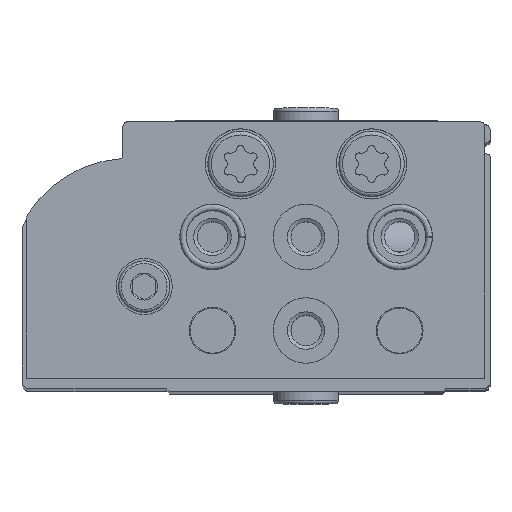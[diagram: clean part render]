
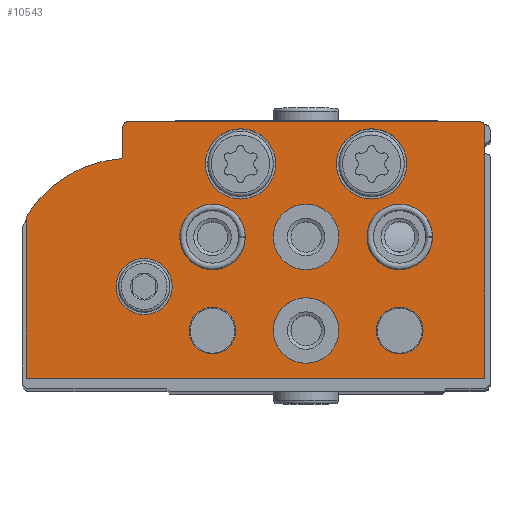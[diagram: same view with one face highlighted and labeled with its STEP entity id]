
A CAD part, top view. The second image highlights one B-rep face of the part: STEP entity #10543.
In plain terms, the highlighted face is planar.
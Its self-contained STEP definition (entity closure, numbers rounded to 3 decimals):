
#317=PLANE('',#11851);
#893=CIRCLE('',#11837,0.5);
#894=CIRCLE('',#11842,1.);
#895=CIRCLE('',#11844,13.);
#896=CIRCLE('',#11846,0.3);
#897=CIRCLE('',#11849,0.5);
#898=CIRCLE('',#11852,3.);
#899=CIRCLE('',#11853,3.75);
#900=CIRCLE('',#11854,3.75);
#901=CIRCLE('',#11855,3.5);
#902=CIRCLE('',#11856,3.5);
#903=CIRCLE('',#11857,3.5);
#904=CIRCLE('',#11858,3.5);
#905=CIRCLE('',#11859,2.5);
#906=CIRCLE('',#11860,2.5);
#1707=LINE('',#18049,#2482);
#1709=LINE('',#18053,#2484);
#1711=LINE('',#18057,#2486);
#1716=LINE('',#18073,#2491);
#1719=LINE('',#18081,#2494);
#2482=VECTOR('',#14618,1000.);
#2484=VECTOR('',#14622,1000.);
#2486=VECTOR('',#14626,1000.);
#2491=VECTOR('',#14645,1000.);
#2494=VECTOR('',#14654,1000.);
#4738=ORIENTED_EDGE('',*,*,#6618,.T.);
#4739=ORIENTED_EDGE('',*,*,#6619,.T.);
#4740=ORIENTED_EDGE('',*,*,#6620,.T.);
#4741=ORIENTED_EDGE('',*,*,#6621,.T.);
#4742=ORIENTED_EDGE('',*,*,#6622,.T.);
#4743=ORIENTED_EDGE('',*,*,#6623,.T.);
#4744=ORIENTED_EDGE('',*,*,#6624,.T.);
#4745=ORIENTED_EDGE('',*,*,#6625,.T.);
#4746=ORIENTED_EDGE('',*,*,#6626,.T.);
#4747=ORIENTED_EDGE('',*,*,#6597,.F.);
#4748=ORIENTED_EDGE('',*,*,#6616,.F.);
#4749=ORIENTED_EDGE('',*,*,#6614,.F.);
#4750=ORIENTED_EDGE('',*,*,#6612,.F.);
#4751=ORIENTED_EDGE('',*,*,#6610,.T.);
#4752=ORIENTED_EDGE('',*,*,#6608,.F.);
#4753=ORIENTED_EDGE('',*,*,#6606,.F.);
#4754=ORIENTED_EDGE('',*,*,#6604,.F.);
#4755=ORIENTED_EDGE('',*,*,#6602,.F.);
#4756=ORIENTED_EDGE('',*,*,#6600,.F.);
#6597=EDGE_CURVE('',#7755,#7756,#893,.T.);
#6600=EDGE_CURVE('',#7756,#7757,#1707,.T.);
#6602=EDGE_CURVE('',#7757,#7758,#1709,.T.);
#6604=EDGE_CURVE('',#7758,#7759,#1711,.T.);
#6606=EDGE_CURVE('',#7759,#7760,#894,.T.);
#6608=EDGE_CURVE('',#7760,#7761,#895,.T.);
#6610=EDGE_CURVE('',#7762,#7761,#896,.T.);
#6612=EDGE_CURVE('',#7762,#7763,#1716,.T.);
#6614=EDGE_CURVE('',#7763,#7764,#897,.T.);
#6616=EDGE_CURVE('',#7764,#7755,#1719,.T.);
#6618=EDGE_CURVE('',#7765,#7765,#898,.T.);
#6619=EDGE_CURVE('',#7766,#7766,#899,.T.);
#6620=EDGE_CURVE('',#7767,#7767,#900,.T.);
#6621=EDGE_CURVE('',#7768,#7768,#901,.T.);
#6622=EDGE_CURVE('',#7769,#7769,#902,.T.);
#6623=EDGE_CURVE('',#7770,#7770,#903,.T.);
#6624=EDGE_CURVE('',#7771,#7771,#904,.T.);
#6625=EDGE_CURVE('',#7772,#7772,#905,.T.);
#6626=EDGE_CURVE('',#7773,#7773,#906,.T.);
#7755=VERTEX_POINT('',#18044);
#7756=VERTEX_POINT('',#18045);
#7757=VERTEX_POINT('',#18050);
#7758=VERTEX_POINT('',#18054);
#7759=VERTEX_POINT('',#18058);
#7760=VERTEX_POINT('',#18062);
#7761=VERTEX_POINT('',#18066);
#7762=VERTEX_POINT('',#18070);
#7763=VERTEX_POINT('',#18074);
#7764=VERTEX_POINT('',#18078);
#7765=VERTEX_POINT('',#18085);
#7766=VERTEX_POINT('',#18087);
#7767=VERTEX_POINT('',#18089);
#7768=VERTEX_POINT('',#18091);
#7769=VERTEX_POINT('',#18093);
#7770=VERTEX_POINT('',#18095);
#7771=VERTEX_POINT('',#18097);
#7772=VERTEX_POINT('',#18099);
#7773=VERTEX_POINT('',#18101);
#8607=EDGE_LOOP('',(#4738));
#8608=EDGE_LOOP('',(#4739));
#8609=EDGE_LOOP('',(#4740));
#8610=EDGE_LOOP('',(#4741));
#8611=EDGE_LOOP('',(#4742));
#8612=EDGE_LOOP('',(#4743));
#8613=EDGE_LOOP('',(#4744));
#8614=EDGE_LOOP('',(#4745));
#8615=EDGE_LOOP('',(#4746));
#8616=EDGE_LOOP('',(#4747,#4748,#4749,#4750,#4751,#4752,#4753,#4754,#4755,
#4756));
#9522=FACE_BOUND('',#8607,.T.);
#9523=FACE_BOUND('',#8608,.T.);
#9524=FACE_BOUND('',#8609,.T.);
#9525=FACE_BOUND('',#8610,.T.);
#9526=FACE_BOUND('',#8611,.T.);
#9527=FACE_BOUND('',#8612,.T.);
#9528=FACE_BOUND('',#8613,.T.);
#9529=FACE_BOUND('',#8614,.T.);
#9530=FACE_BOUND('',#8615,.T.);
#9531=FACE_BOUND('',#8616,.T.);
#10543=ADVANCED_FACE('',(#9522,#9523,#9524,#9525,#9526,#9527,#9528,#9529,
#9530,#9531),#317,.F.);
#11837=AXIS2_PLACEMENT_3D('',#18043,#14612,#14613);
#11842=AXIS2_PLACEMENT_3D('',#18061,#14630,#14631);
#11844=AXIS2_PLACEMENT_3D('',#18065,#14635,#14636);
#11846=AXIS2_PLACEMENT_3D('',#18069,#14640,#14641);
#11849=AXIS2_PLACEMENT_3D('',#18077,#14649,#14650);
#11851=AXIS2_PLACEMENT_3D('',#18083,#14656,#14657);
#11852=AXIS2_PLACEMENT_3D('',#18084,#14658,#14659);
#11853=AXIS2_PLACEMENT_3D('',#18086,#14660,#14661);
#11854=AXIS2_PLACEMENT_3D('',#18088,#14662,#14663);
#11855=AXIS2_PLACEMENT_3D('',#18090,#14664,#14665);
#11856=AXIS2_PLACEMENT_3D('',#18092,#14666,#14667);
#11857=AXIS2_PLACEMENT_3D('',#18094,#14668,#14669);
#11858=AXIS2_PLACEMENT_3D('',#18096,#14670,#14671);
#11859=AXIS2_PLACEMENT_3D('',#18098,#14672,#14673);
#11860=AXIS2_PLACEMENT_3D('',#18100,#14674,#14675);
#14612=DIRECTION('',(0.,0.,1.));
#14613=DIRECTION('',(1.,0.,0.));
#14618=DIRECTION('',(0.,-1.,0.));
#14622=DIRECTION('',(1.,0.,0.));
#14626=DIRECTION('',(0.,1.,0.));
#14630=DIRECTION('',(0.,0.,1.));
#14631=DIRECTION('',(1.,0.,0.));
#14635=DIRECTION('',(0.,0.,1.));
#14636=DIRECTION('',(1.,0.,0.));
#14640=DIRECTION('',(0.,0.,1.));
#14641=DIRECTION('',(1.,0.,0.));
#14645=DIRECTION('',(0.,1.,0.));
#14649=DIRECTION('',(0.,0.,1.));
#14650=DIRECTION('',(1.,0.,0.));
#14654=DIRECTION('',(-1.,0.,0.));
#14656=DIRECTION('',(0.,0.,1.));
#14657=DIRECTION('',(1.,0.,0.));
#14658=DIRECTION('',(0.,0.,1.));
#14659=DIRECTION('',(1.,0.,0.));
#14660=DIRECTION('',(0.,0.,1.));
#14661=DIRECTION('',(1.,0.,0.));
#14662=DIRECTION('',(0.,0.,1.));
#14663=DIRECTION('',(1.,0.,0.));
#14664=DIRECTION('',(0.,0.,1.));
#14665=DIRECTION('',(1.,0.,0.));
#14666=DIRECTION('',(0.,0.,1.));
#14667=DIRECTION('',(1.,0.,0.));
#14668=DIRECTION('',(0.,0.,1.));
#14669=DIRECTION('',(1.,0.,0.));
#14670=DIRECTION('',(0.,0.,1.));
#14671=DIRECTION('',(1.,0.,0.));
#14672=DIRECTION('',(0.,0.,1.));
#14673=DIRECTION('',(1.,0.,0.));
#14674=DIRECTION('',(0.,0.,1.));
#14675=DIRECTION('',(1.,0.,0.));
#18043=CARTESIAN_POINT('',(0.5,26.9,0.));
#18044=CARTESIAN_POINT('',(0.5,27.4,0.));
#18045=CARTESIAN_POINT('',(0.,26.9,0.));
#18049=CARTESIAN_POINT('',(0.,26.9,0.));
#18050=CARTESIAN_POINT('',(0.,0.,0.));
#18053=CARTESIAN_POINT('',(0.,0.,0.));
#18054=CARTESIAN_POINT('',(49.,0.,0.));
#18057=CARTESIAN_POINT('',(49.,0.,0.));
#18058=CARTESIAN_POINT('',(49.,16.98,0.));
#18061=CARTESIAN_POINT('',(48.,16.98,0.));
#18062=CARTESIAN_POINT('',(48.842,17.52,0.));
#18065=CARTESIAN_POINT('',(37.9,10.5,0.));
#18066=CARTESIAN_POINT('',(38.936,23.459,0.));
#18069=CARTESIAN_POINT('',(38.96,23.758,0.));
#18070=CARTESIAN_POINT('',(38.66,23.758,0.));
#18073=CARTESIAN_POINT('',(38.66,23.758,0.));
#18074=CARTESIAN_POINT('',(38.66,26.9,0.));
#18077=CARTESIAN_POINT('',(38.16,26.9,0.));
#18078=CARTESIAN_POINT('',(38.16,27.4,0.));
#18081=CARTESIAN_POINT('',(38.16,27.4,0.));
#18083=CARTESIAN_POINT('',(0.5,26.9,0.));
#18084=CARTESIAN_POINT('',(36.4,9.8,0.));
#18085=CARTESIAN_POINT('',(39.4,9.8,0.));
#18086=CARTESIAN_POINT('',(26.1,22.9,0.));
#18087=CARTESIAN_POINT('',(29.85,22.9,0.));
#18088=CARTESIAN_POINT('',(12.1,22.9,0.));
#18089=CARTESIAN_POINT('',(15.85,22.9,0.));
#18090=CARTESIAN_POINT('',(29.1,15.1,0.));
#18091=CARTESIAN_POINT('',(32.6,15.1,0.));
#18092=CARTESIAN_POINT('',(19.1,15.1,0.));
#18093=CARTESIAN_POINT('',(22.6,15.1,0.));
#18094=CARTESIAN_POINT('',(9.1,15.1,0.));
#18095=CARTESIAN_POINT('',(12.6,15.1,0.));
#18096=CARTESIAN_POINT('',(19.1,5.1,0.));
#18097=CARTESIAN_POINT('',(22.6,5.1,0.));
#18098=CARTESIAN_POINT('',(29.1,5.1,0.));
#18099=CARTESIAN_POINT('',(31.6,5.1,0.));
#18100=CARTESIAN_POINT('',(9.1,5.1,0.));
#18101=CARTESIAN_POINT('',(11.6,5.1,0.));
